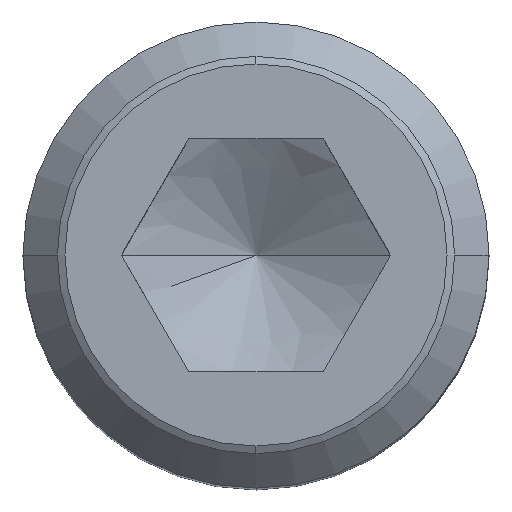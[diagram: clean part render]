
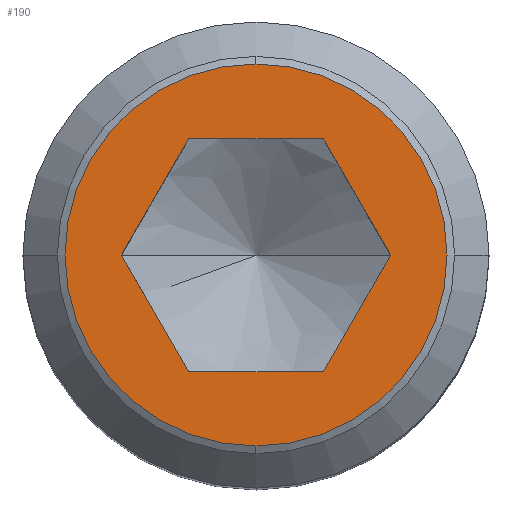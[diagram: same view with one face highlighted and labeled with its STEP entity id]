
A CAD part, top view. The second image highlights one B-rep face of the part: STEP entity #190.
In plain terms, the highlighted planar face has unit normal (0, 0, 1).
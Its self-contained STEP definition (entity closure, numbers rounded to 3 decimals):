
#138=EDGE_CURVE('',#260,#232,#357,.T.);
#142=EDGE_CURVE('',#188,#272,#361,.T.);
#164=VERTEX_POINT('',#386);
#166=VERTEX_POINT('',#388);
#186=EDGE_CURVE('',#232,#258,#411,.T.);
#188=VERTEX_POINT('',#413);
#190=ADVANCED_FACE('',(#415,#416),#417,.T.);
#212=EDGE_CURVE('',#272,#188,#440,.T.);
#232=VERTEX_POINT('',#464);
#240=EDGE_CURVE('',#166,#260,#473,.T.);
#242=EDGE_CURVE('',#258,#320,#475,.T.);
#248=EDGE_CURVE('',#164,#166,#482,.T.);
#258=VERTEX_POINT('',#493);
#260=VERTEX_POINT('',#495);
#272=VERTEX_POINT('',#509);
#318=EDGE_CURVE('',#320,#164,#558,.T.);
#320=VERTEX_POINT('',#560);
#357=LINE('',#591,#592);
#361=CIRCLE('',#598,2.459);
#386=CARTESIAN_POINT('',(1.732,0.0,0.));
#388=CARTESIAN_POINT('',(0.866,-1.5,0.));
#411=LINE('',#669,#670);
#413=CARTESIAN_POINT('',(0.,-2.459,0.));
#415=FACE_BOUND('',#674,.T.);
#416=FACE_OUTER_BOUND('',#675,.T.);
#417=PLANE('',#676);
#440=CIRCLE('',#726,2.459);
#464=CARTESIAN_POINT('',(-1.732,0.0,0.));
#473=LINE('',#776,#777);
#475=LINE('',#780,#781);
#482=LINE('',#791,#792);
#493=CARTESIAN_POINT('',(-0.866,1.5,0.));
#495=CARTESIAN_POINT('',(-0.866,-1.5,0.));
#509=CARTESIAN_POINT('',(0.,2.459,0.));
#558=LINE('',#899,#900);
#560=CARTESIAN_POINT('',(0.866,1.5,0.));
#591=CARTESIAN_POINT('',(-1.516,-0.375,0.));
#592=VECTOR('',#944,1.0);
#598=AXIS2_PLACEMENT_3D('',#948,#949,#950);
#669=CARTESIAN_POINT('',(-1.083,1.125,0.));
#670=VECTOR('',#1020,1.0);
#674=EDGE_LOOP('',(#1022,#1023,#1024,#1025,#1026,#1027));
#675=EDGE_LOOP('',(#1028,#1029));
#676=AXIS2_PLACEMENT_3D('',#1030,#1031,#1032);
#726=AXIS2_PLACEMENT_3D('',#1048,#1049,#1050);
#776=CARTESIAN_POINT('',(-0.433,-1.5,0.));
#777=VECTOR('',#1096,1.0);
#780=CARTESIAN_POINT('',(0.433,1.5,0.));
#781=VECTOR('',#1097,1.0);
#791=CARTESIAN_POINT('',(1.083,-1.125,0.));
#792=VECTOR('',#1108,1.0);
#899=CARTESIAN_POINT('',(1.516,0.375,0.));
#900=VECTOR('',#1176,1.0);
#944=DIRECTION('',(-0.5,0.866,0.));
#948=CARTESIAN_POINT('',(0.,0.,0.));
#949=DIRECTION('',(0.0,0.0,1.0));
#950=DIRECTION('',(0.,1.0,0.0));
#1020=DIRECTION('',(0.5,0.866,0.));
#1022=ORIENTED_EDGE('',*,*,#138,.T.);
#1023=ORIENTED_EDGE('',*,*,#186,.T.);
#1024=ORIENTED_EDGE('',*,*,#242,.T.);
#1025=ORIENTED_EDGE('',*,*,#318,.T.);
#1026=ORIENTED_EDGE('',*,*,#248,.T.);
#1027=ORIENTED_EDGE('',*,*,#240,.T.);
#1028=ORIENTED_EDGE('',*,*,#212,.T.);
#1029=ORIENTED_EDGE('',*,*,#142,.T.);
#1030=CARTESIAN_POINT('',(-2.116,0.,0.));
#1031=DIRECTION('',(0.0,0.0,1.0));
#1032=DIRECTION('',(-1.0,0.,0.0));
#1048=CARTESIAN_POINT('',(0.,0.,0.));
#1049=DIRECTION('',(0.0,0.0,1.0));
#1050=DIRECTION('',(0.,1.0,0.0));
#1096=DIRECTION('',(-1.0,0.0,0.0));
#1097=DIRECTION('',(1.0,0.0,0.0));
#1108=DIRECTION('',(-0.5,-0.866,0.));
#1176=DIRECTION('',(0.5,-0.866,0.));
